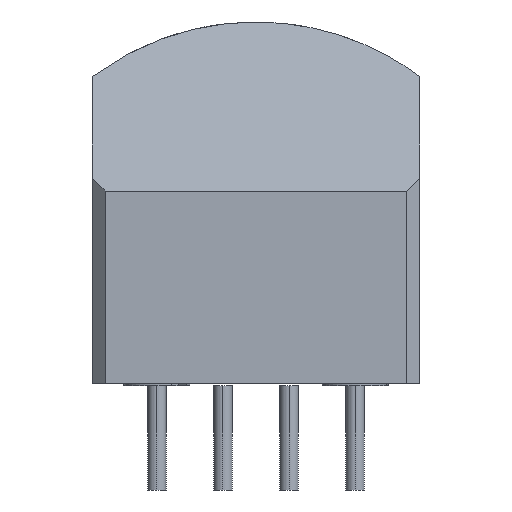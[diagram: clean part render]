
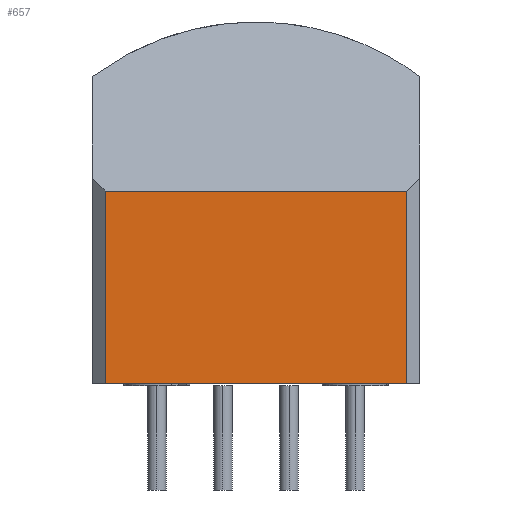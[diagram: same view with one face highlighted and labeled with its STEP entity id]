
A CAD part, left-side view. The second image highlights one B-rep face of the part: STEP entity #657.
In plain terms, the highlighted planar face has unit normal (-1, 0, 0).
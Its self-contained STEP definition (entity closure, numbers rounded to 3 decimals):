
#594=CARTESIAN_POINT('',(-6.6,-5.8,7.5));
#595=VERTEX_POINT('',#594);
#602=CARTESIAN_POINT('',(-6.6,-5.8,0.1));
#603=VERTEX_POINT('',#602);
#604=CARTESIAN_POINT('',(-6.6,-5.8,7.5));
#605=DIRECTION('',(0.0,0.0,-1.0));
#606=VECTOR('',#605,7.4);
#607=LINE('',#604,#606);
#608=EDGE_CURVE('',#595,#603,#607,.T.);
#627=CARTESIAN_POINT('',(-6.6,-6.3,0.1));
#628=DIRECTION('',(-1.0,0.0,0.0));
#629=DIRECTION('',(0.0,0.0,1.0));
#630=AXIS2_PLACEMENT_3D('',#627,#628,#629);
#631=PLANE('',#630);
#632=ORIENTED_EDGE('',*,*,#608,.F.);
#633=CARTESIAN_POINT('',(-6.6,5.8,7.5));
#634=VERTEX_POINT('',#633);
#635=CARTESIAN_POINT('',(-6.6,-5.8,7.5));
#636=DIRECTION('',(0.0,1.0,0.0));
#637=VECTOR('',#636,11.6);
#638=LINE('',#635,#637);
#639=EDGE_CURVE('',#595,#634,#638,.T.);
#640=ORIENTED_EDGE('',*,*,#639,.T.);
#641=CARTESIAN_POINT('',(-6.6,5.8,0.1));
#642=VERTEX_POINT('',#641);
#643=CARTESIAN_POINT('',(-6.6,5.8,0.1));
#644=DIRECTION('',(0.0,0.0,1.0));
#645=VECTOR('',#644,7.4);
#646=LINE('',#643,#645);
#647=EDGE_CURVE('',#642,#634,#646,.T.);
#648=ORIENTED_EDGE('',*,*,#647,.F.);
#649=CARTESIAN_POINT('',(-6.6,-5.8,0.1));
#650=DIRECTION('',(0.0,1.0,0.0));
#651=VECTOR('',#650,11.6);
#652=LINE('',#649,#651);
#653=EDGE_CURVE('',#603,#642,#652,.T.);
#654=ORIENTED_EDGE('',*,*,#653,.F.);
#655=EDGE_LOOP('',(#632,#640,#648,#654));
#656=FACE_OUTER_BOUND('',#655,.T.);
#657=ADVANCED_FACE('',(#656),#631,.T.);
